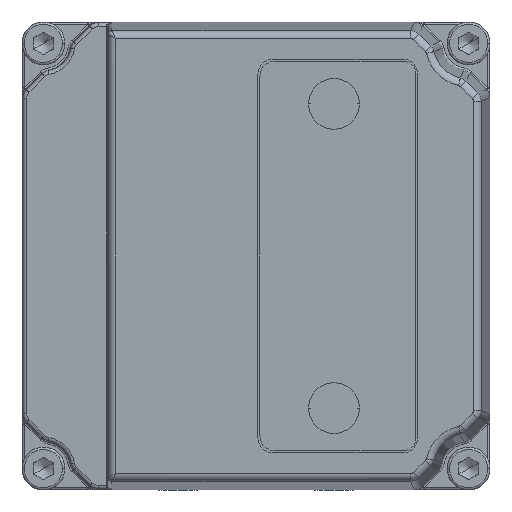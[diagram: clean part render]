
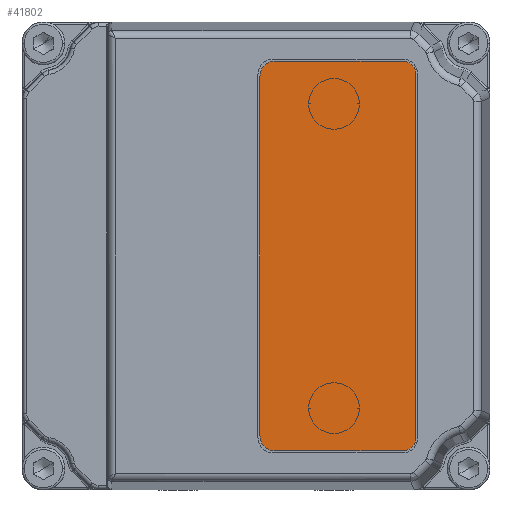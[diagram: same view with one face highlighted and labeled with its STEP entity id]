
A CAD part, front view. The second image highlights one B-rep face of the part: STEP entity #41802.
In plain terms, the highlighted face is planar.
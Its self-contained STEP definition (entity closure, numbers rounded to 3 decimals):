
#41571=CARTESIAN_POINT('',(8.25,23.25,-0.05));
#41572=DIRECTION('',(0.,0.,1.));
#41573=DIRECTION('',(1.,0.,0.));
#41574=AXIS2_PLACEMENT_3D('',#41571,#41572,#41573);
#41579=CARTESIAN_POINT('',(-8.,23.,-0.05));
#41580=DIRECTION('',(0.,0.,1.));
#41581=DIRECTION('',(0.,1.,0.));
#41582=AXIS2_PLACEMENT_3D('',#41579,#41580,#41581);
#41587=CARTESIAN_POINT('',(-8.,-23.,-0.05));
#41588=DIRECTION('',(0.,0.,1.));
#41589=DIRECTION('',(-1.,0.,0.));
#41590=AXIS2_PLACEMENT_3D('',#41587,#41588,#41589);
#41595=CARTESIAN_POINT('',(8.25,-23.25,-0.05));
#41596=DIRECTION('',(0.,0.,1.));
#41597=DIRECTION('',(0.,-1.,0.));
#41598=AXIS2_PLACEMENT_3D('',#41595,#41596,#41597);
#41617=DIRECTION('',(0.,-1.,0.));
#41618=VECTOR('',#41617,46.5);
#41619=CARTESIAN_POINT('',(10.,23.25,-0.05));
#41620=LINE('',#41619,#41618);
#41638=DIRECTION('',(-1.,0.,0.));
#41639=VECTOR('',#41638,16.25);
#41640=CARTESIAN_POINT('',(8.25,-25.,-0.05));
#41641=LINE('',#41640,#41639);
#41659=DIRECTION('',(0.,1.,0.));
#41660=VECTOR('',#41659,46.);
#41661=CARTESIAN_POINT('',(-10.,-23.,-0.05));
#41662=LINE('',#41661,#41660);
#41680=DIRECTION('',(1.,0.,0.));
#41681=VECTOR('',#41680,16.25);
#41682=CARTESIAN_POINT('',(-8.,25.,-0.05));
#41683=LINE('',#41682,#41681);
#41747=CARTESIAN_POINT('',(10.,23.25,-0.05));
#41748=CARTESIAN_POINT('',(8.25,25.,-0.05));
#41749=VERTEX_POINT('',#41747);
#41750=VERTEX_POINT('',#41748);
#41751=CARTESIAN_POINT('',(-8.,25.,-0.05));
#41752=VERTEX_POINT('',#41751);
#41753=CARTESIAN_POINT('',(-10.,23.,-0.05));
#41754=VERTEX_POINT('',#41753);
#41755=CARTESIAN_POINT('',(-10.,-23.,-0.05));
#41756=VERTEX_POINT('',#41755);
#41757=CARTESIAN_POINT('',(-8.,-25.,-0.05));
#41758=VERTEX_POINT('',#41757);
#41759=CARTESIAN_POINT('',(8.25,-25.,-0.05));
#41760=VERTEX_POINT('',#41759);
#41761=CARTESIAN_POINT('',(10.,-23.25,-0.05));
#41762=VERTEX_POINT('',#41761);
#41779=CARTESIAN_POINT('',(0.,0.,-0.05));
#41780=DIRECTION('',(0.,0.,1.));
#41781=DIRECTION('',(1.,0.,0.));
#41782=AXIS2_PLACEMENT_3D('',#41779,#41780,#41781);
#41783=PLANE('',#41782);
#41785=ORIENTED_EDGE('',*,*,#41784,.T.);
#41787=ORIENTED_EDGE('',*,*,#41786,.F.);
#41789=ORIENTED_EDGE('',*,*,#41788,.T.);
#41791=ORIENTED_EDGE('',*,*,#41790,.F.);
#41793=ORIENTED_EDGE('',*,*,#41792,.T.);
#41795=ORIENTED_EDGE('',*,*,#41794,.F.);
#41797=ORIENTED_EDGE('',*,*,#41796,.T.);
#41799=ORIENTED_EDGE('',*,*,#41798,.F.);
#41800=EDGE_LOOP('',(#41785,#41787,#41789,#41791,#41793,#41795,#41797,#41799));
#41801=FACE_OUTER_BOUND('',#41800,.F.);
#41802=ADVANCED_FACE('',(#41801),#41783,.F.);
#41575=CIRCLE('',#41574,1.75);
#41583=CIRCLE('',#41582,2.);
#41591=CIRCLE('',#41590,2.);
#41599=CIRCLE('',#41598,1.75);
#41784=EDGE_CURVE('',#41749,#41750,#41575,.T.);
#41786=EDGE_CURVE('',#41752,#41750,#41683,.T.);
#41788=EDGE_CURVE('',#41752,#41754,#41583,.T.);
#41790=EDGE_CURVE('',#41756,#41754,#41662,.T.);
#41792=EDGE_CURVE('',#41756,#41758,#41591,.T.);
#41794=EDGE_CURVE('',#41760,#41758,#41641,.T.);
#41796=EDGE_CURVE('',#41760,#41762,#41599,.T.);
#41798=EDGE_CURVE('',#41749,#41762,#41620,.T.);
